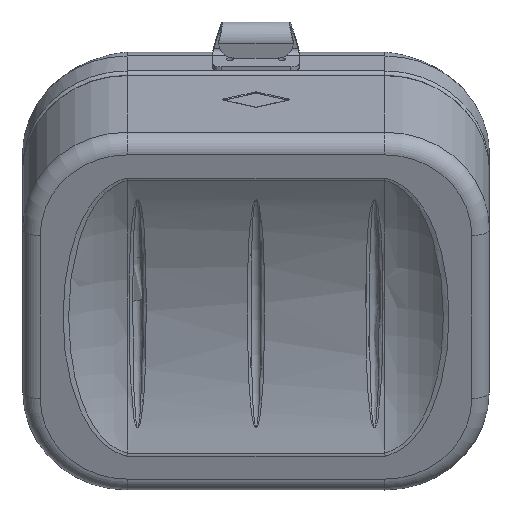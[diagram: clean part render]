
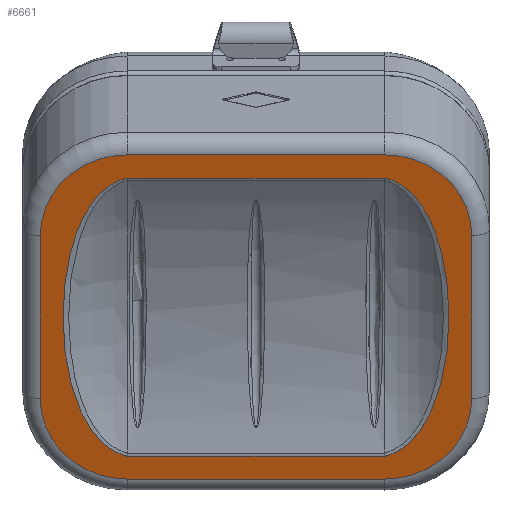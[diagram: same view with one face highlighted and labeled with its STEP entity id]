
A CAD part, top view. The second image highlights one B-rep face of the part: STEP entity #6661.
In plain terms, the highlighted face is planar.
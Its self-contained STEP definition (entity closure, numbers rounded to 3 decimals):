
#316=FACE_BOUND('',#1172,.T.);
#479=PLANE('',#7398);
#736=FACE_OUTER_BOUND('',#1171,.T.);
#1171=EDGE_LOOP('',(#5134,#5135,#5136,#5137,#5138,#5139,#5140,#5141));
#1172=EDGE_LOOP('',(#5142,#5143,#5144,#5145));
#1574=LINE('',#11314,#1920);
#1636=LINE('',#13076,#1982);
#1637=LINE('',#13078,#1983);
#1638=LINE('',#13085,#1984);
#1639=LINE('',#13089,#1985);
#1640=LINE('',#13111,#1986);
#1920=VECTOR('',#8299,10.);
#1982=VECTOR('',#8599,10.);
#1983=VECTOR('',#8602,10.);
#1984=VECTOR('',#8613,10.);
#1985=VECTOR('',#8618,10.);
#1986=VECTOR('',#8619,10.);
#2301=CIRCLE('',#7269,50.);
#2305=CIRCLE('',#7275,50.);
#2355=CIRCLE('',#7387,50.);
#2359=CIRCLE('',#7394,50.);
#2494=B_SPLINE_CURVE_WITH_KNOTS('',3,(#11409,#11410,#11411,#11412,#11413,
#11414,#11415,#11416,#11417,#11418,#11419,#11420,#11421,#11422,#11423,#11424,
#11425,#11426,#11427,#11428,#11429),.UNSPECIFIED.,.F.,.F.,(4,1,1,1,1,1,
1,1,1,1,1,1,1,1,1,1,1,1,4),(31.744,32.451,33.158,
33.865,34.572,35.987,37.401,39.522,
40.23,42.115,43.058,45.887,47.301,
48.716,49.423,50.13,50.837,51.367,
51.544),.UNSPECIFIED.);
#2518=B_SPLINE_CURVE_WITH_KNOTS('',3,(#13091,#13092,#13093,#13094,#13095,
#13096,#13097,#13098,#13099,#13100,#13101,#13102,#13103,#13104,#13105,#13106,
#13107,#13108,#13109,#13110),.UNSPECIFIED.,.F.,.F.,(4,1,1,1,1,1,1,1,1,1,
1,1,1,1,1,1,1,4),(31.744,32.451,33.158,33.865,
34.572,35.987,37.401,39.287,40.23,
43.058,45.887,46.83,48.716,49.423,
50.13,50.837,51.367,51.544),
 .UNSPECIFIED.);
#2868=VERTEX_POINT('',#11306);
#2869=VERTEX_POINT('',#11308);
#2870=VERTEX_POINT('',#11312);
#2872=VERTEX_POINT('',#11317);
#2873=VERTEX_POINT('',#11407);
#2874=VERTEX_POINT('',#11408);
#2942=VERTEX_POINT('',#13068);
#2943=VERTEX_POINT('',#13070);
#2944=VERTEX_POINT('',#13074);
#2945=VERTEX_POINT('',#13080);
#2946=VERTEX_POINT('',#13088);
#2947=VERTEX_POINT('',#13090);
#3582=EDGE_CURVE('',#2868,#2869,#2301,.T.);
#3584=EDGE_CURVE('',#2870,#2868,#1574,.T.);
#3587=EDGE_CURVE('',#2872,#2870,#2305,.T.);
#3589=EDGE_CURVE('',#2873,#2874,#2494,.T.);
#3722=EDGE_CURVE('',#2942,#2943,#2355,.T.);
#3725=EDGE_CURVE('',#2944,#2942,#1636,.T.);
#3726=EDGE_CURVE('',#2943,#2869,#1637,.T.);
#3728=EDGE_CURVE('',#2945,#2944,#2359,.T.);
#3730=EDGE_CURVE('',#2872,#2945,#1638,.T.);
#3731=EDGE_CURVE('',#2946,#2874,#1639,.T.);
#3732=EDGE_CURVE('',#2947,#2946,#2518,.T.);
#3733=EDGE_CURVE('',#2873,#2947,#1640,.T.);
#5134=ORIENTED_EDGE('',*,*,#3730,.F.);
#5135=ORIENTED_EDGE('',*,*,#3587,.T.);
#5136=ORIENTED_EDGE('',*,*,#3584,.T.);
#5137=ORIENTED_EDGE('',*,*,#3582,.T.);
#5138=ORIENTED_EDGE('',*,*,#3726,.F.);
#5139=ORIENTED_EDGE('',*,*,#3722,.F.);
#5140=ORIENTED_EDGE('',*,*,#3725,.F.);
#5141=ORIENTED_EDGE('',*,*,#3728,.F.);
#5142=ORIENTED_EDGE('',*,*,#3731,.F.);
#5143=ORIENTED_EDGE('',*,*,#3732,.F.);
#5144=ORIENTED_EDGE('',*,*,#3733,.F.);
#5145=ORIENTED_EDGE('',*,*,#3589,.T.);
#6661=ADVANCED_FACE('',(#736,#316),#479,.F.);
#7269=AXIS2_PLACEMENT_3D('',#11310,#8293,#8294);
#7275=AXIS2_PLACEMENT_3D('',#11320,#8306,#8307);
#7387=AXIS2_PLACEMENT_3D('',#13071,#8591,#8592);
#7394=AXIS2_PLACEMENT_3D('',#13082,#8607,#8608);
#7398=AXIS2_PLACEMENT_3D('',#13087,#8616,#8617);
#8293=DIRECTION('center_axis',(0.,0.,
-1.));
#8294=DIRECTION('ref_axis',(0.707,-0.707,0.));
#8299=DIRECTION('',(0.,-1.,0.));
#8306=DIRECTION('center_axis',(0.,0.,
-1.));
#8307=DIRECTION('ref_axis',(0.707,0.707,0.));
#8591=DIRECTION('center_axis',(0.,0.,1.));
#8592=DIRECTION('ref_axis',(-0.707,-0.707,0.));
#8599=DIRECTION('',(0.,-1.,0.));
#8602=DIRECTION('',(1.,0.,0.));
#8607=DIRECTION('center_axis',(0.,0.,1.));
#8608=DIRECTION('ref_axis',(-0.707,0.707,0.));
#8613=DIRECTION('',(-1.,0.,0.));
#8616=DIRECTION('center_axis',(0.,0.,1.));
#8617=DIRECTION('ref_axis',(1.,0.,0.));
#8618=DIRECTION('',(1.,0.,0.));
#8619=DIRECTION('',(-1.,0.,0.));
#11306=CARTESIAN_POINT('',(240.03,47.86,0.));
#11308=CARTESIAN_POINT('',(190.03,-2.14,0.));
#11310=CARTESIAN_POINT('Origin',(190.03,47.86,0.));
#11312=CARTESIAN_POINT('',(240.03,148.86,0.));
#11314=CARTESIAN_POINT('',(240.03,43.11,0.));
#11317=CARTESIAN_POINT('',(190.03,198.86,0.));
#11320=CARTESIAN_POINT('Origin',(190.03,148.86,0.));
#11407=CARTESIAN_POINT('',(190.23,12.191,0.));
#11408=CARTESIAN_POINT('',(190.23,184.528,0.));
#11409=CARTESIAN_POINT('Ctrl Pts',(190.23,12.191,0.));
#11410=CARTESIAN_POINT('Ctrl Pts',(192.526,12.728,0.));
#11411=CARTESIAN_POINT('Ctrl Pts',(196.986,14.526,0.));
#11412=CARTESIAN_POINT('Ctrl Pts',(202.726,18.737,0.));
#11413=CARTESIAN_POINT('Ctrl Pts',(207.604,23.957,0.));
#11414=CARTESIAN_POINT('Ctrl Pts',(213.001,31.724,0.));
#11415=CARTESIAN_POINT('Ctrl Pts',(218.112,42.481,0.));
#11416=CARTESIAN_POINT('Ctrl Pts',(222.967,58.256,0.));
#11417=CARTESIAN_POINT('Ctrl Pts',(225.366,72.382,0.));
#11418=CARTESIAN_POINT('Ctrl Pts',(226.779,88.083,0.));
#11419=CARTESIAN_POINT('Ctrl Pts',(227.059,99.851,0.));
#11420=CARTESIAN_POINT('Ctrl Pts',(226.166,118.791,0.));
#11421=CARTESIAN_POINT('Ctrl Pts',(223.683,136.07,0.));
#11422=CARTESIAN_POINT('Ctrl Pts',(218.159,154.132,0.));
#11423=CARTESIAN_POINT('Ctrl Pts',(213.01,164.985,0.));
#11424=CARTESIAN_POINT('Ctrl Pts',(207.637,172.718,0.));
#11425=CARTESIAN_POINT('Ctrl Pts',(202.749,177.968,0.));
#11426=CARTESIAN_POINT('Ctrl Pts',(197.468,181.838,0.));
#11427=CARTESIAN_POINT('Ctrl Pts',(193.111,183.761,0.));
#11428=CARTESIAN_POINT('Ctrl Pts',(190.808,184.393,0.));
#11429=CARTESIAN_POINT('Ctrl Pts',(190.23,184.528,0.));
#13068=CARTESIAN_POINT('',(-7.97,47.86,0.));
#13070=CARTESIAN_POINT('',(42.03,-2.14,0.));
#13071=CARTESIAN_POINT('Origin',(42.03,47.86,0.));
#13074=CARTESIAN_POINT('',(-7.97,148.86,0.));
#13076=CARTESIAN_POINT('',(-7.97,43.11,0.));
#13078=CARTESIAN_POINT('',(291.03,-2.14,0.));
#13080=CARTESIAN_POINT('',(42.03,198.86,0.));
#13082=CARTESIAN_POINT('Origin',(42.03,148.86,0.));
#13085=CARTESIAN_POINT('',(85.03,198.86,0.));
#13087=CARTESIAN_POINT('Origin',(188.03,98.36,0.));
#13088=CARTESIAN_POINT('',(41.829,184.528,0.));
#13089=CARTESIAN_POINT('',(334.03,184.528,0.));
#13090=CARTESIAN_POINT('',(41.829,12.191,0.));
#13091=CARTESIAN_POINT('Ctrl Pts',(41.829,12.191,0.));
#13092=CARTESIAN_POINT('Ctrl Pts',(39.533,12.728,0.));
#13093=CARTESIAN_POINT('Ctrl Pts',(35.073,14.526,0.));
#13094=CARTESIAN_POINT('Ctrl Pts',(29.331,18.737,0.));
#13095=CARTESIAN_POINT('Ctrl Pts',(24.455,23.957,0.));
#13096=CARTESIAN_POINT('Ctrl Pts',(19.059,31.722,0.));
#13097=CARTESIAN_POINT('Ctrl Pts',(13.949,42.479,0.));
#13098=CARTESIAN_POINT('Ctrl Pts',(9.321,57.504,0.));
#13099=CARTESIAN_POINT('Ctrl Pts',(6.807,71.599,0.));
#13100=CARTESIAN_POINT('Ctrl Pts',(4.999,90.424,0.));
#13101=CARTESIAN_POINT('Ctrl Pts',(4.991,112.466,0.));
#13102=CARTESIAN_POINT('Ctrl Pts',(8.152,134.527,0.));
#13103=CARTESIAN_POINT('Ctrl Pts',(13.359,152.617,0.));
#13104=CARTESIAN_POINT('Ctrl Pts',(18.152,163.682,0.));
#13105=CARTESIAN_POINT('Ctrl Pts',(24.423,172.722,0.));
#13106=CARTESIAN_POINT('Ctrl Pts',(29.309,177.966,0.));
#13107=CARTESIAN_POINT('Ctrl Pts',(34.593,181.84,0.));
#13108=CARTESIAN_POINT('Ctrl Pts',(38.948,183.761,0.));
#13109=CARTESIAN_POINT('Ctrl Pts',(41.251,184.393,0.));
#13110=CARTESIAN_POINT('Ctrl Pts',(41.829,184.528,0.));
#13111=CARTESIAN_POINT('',(334.03,12.191,0.));
